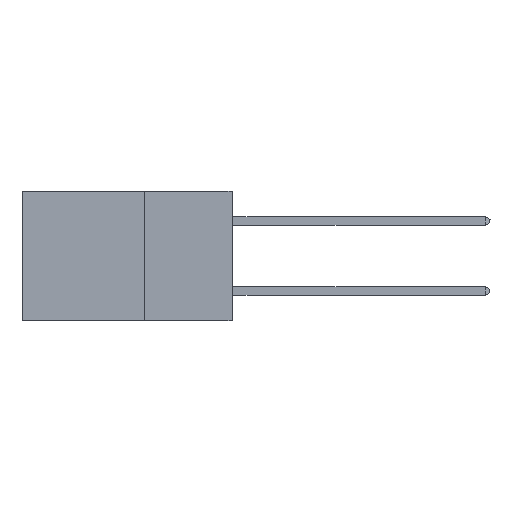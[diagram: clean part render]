
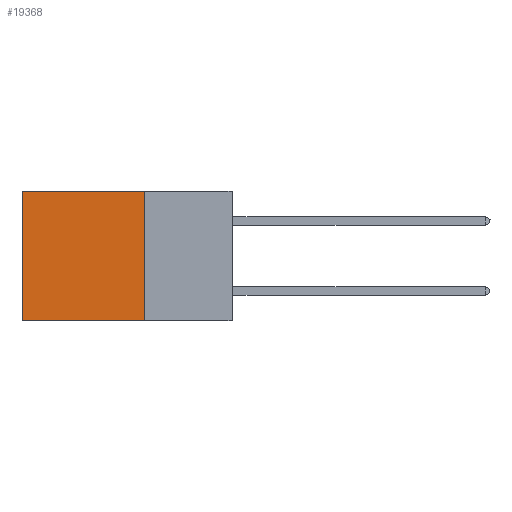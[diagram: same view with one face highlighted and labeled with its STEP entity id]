
A CAD part, left-side view. The second image highlights one B-rep face of the part: STEP entity #19368.
In plain terms, the highlighted planar face has unit normal (-1, 0, 0).
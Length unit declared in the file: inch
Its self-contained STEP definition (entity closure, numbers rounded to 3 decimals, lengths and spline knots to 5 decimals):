
#214 = ORIENTED_EDGE ( 'NONE', *, *, #11624, .T. ) ;
#925 = LINE ( 'NONE', #23252, #6143 ) ;
#1604 = VERTEX_POINT ( 'NONE', #18844 ) ;
#3109 = VECTOR ( 'NONE', #7465, 39.37008 ) ;
#3253 = PLANE ( 'NONE',  #8795 ) ;
#3376 = DIRECTION ( 'NONE',  ( 1., 0., 0. ) ) ;
#3995 = CARTESIAN_POINT ( 'NONE',  ( 0.2875, 0.25, 0. ) ) ;
#5064 = EDGE_CURVE ( 'NONE', #16045, #22252, #15988, .T. ) ;
#5083 = CARTESIAN_POINT ( 'NONE',  ( 0.2875, 0.25, 0. ) ) ;
#5206 = FACE_OUTER_BOUND ( 'NONE', #10080, .T. ) ;
#6143 = VECTOR ( 'NONE', #6534, 39.37008 ) ;
#6534 = DIRECTION ( 'NONE',  ( 0., 1., 0. ) ) ;
#7465 = DIRECTION ( 'NONE',  ( 0., 1., 0. ) ) ;
#7593 = CARTESIAN_POINT ( 'NONE',  ( 0.2875, 0.25, 0. ) ) ;
#8670 = CARTESIAN_POINT ( 'NONE',  ( 0.2875, 0.6, 0. ) ) ;
#8795 = AXIS2_PLACEMENT_3D ( 'NONE', #5083, #3376, #18151 ) ;
#8915 = DIRECTION ( 'NONE',  ( 0., 0., -1. ) ) ;
#9634 = ORIENTED_EDGE ( 'NONE', *, *, #5064, .T. ) ;
#10080 = EDGE_LOOP ( 'NONE', ( #9634, #10831, #24087, #214 ) ) ;
#10831 = ORIENTED_EDGE ( 'NONE', *, *, #22780, .F. ) ;
#11331 = DIRECTION ( 'NONE',  ( 0., 0., -1. ) ) ;
#11573 = LINE ( 'NONE', #3995, #14956 ) ;
#11624 = EDGE_CURVE ( 'NONE', #18024, #16045, #14795, .T. ) ;
#11802 = CARTESIAN_POINT ( 'NONE',  ( 0.2875, 0.25, 0. ) ) ;
#14795 = LINE ( 'NONE', #7593, #3109 ) ;
#14956 = VECTOR ( 'NONE', #11331, 39.37008 ) ;
#15988 = LINE ( 'NONE', #8670, #22588 ) ;
#16045 = VERTEX_POINT ( 'NONE', #20018 ) ;
#17971 = EDGE_CURVE ( 'NONE', #18024, #1604, #11573, .T. ) ;
#18024 = VERTEX_POINT ( 'NONE', #11802 ) ;
#18151 = DIRECTION ( 'NONE',  ( 0., 0., -1. ) ) ;
#18844 = CARTESIAN_POINT ( 'NONE',  ( 0.2875, 0.25, -0.37 ) ) ;
#19368 = ADVANCED_FACE ( 'NONE', ( #5206 ), #3253, .F. ) ;
#20018 = CARTESIAN_POINT ( 'NONE',  ( 0.2875, 0.6, 0. ) ) ;
#22252 = VERTEX_POINT ( 'NONE', #23286 ) ;
#22588 = VECTOR ( 'NONE', #8915, 39.37008 ) ;
#22780 = EDGE_CURVE ( 'NONE', #1604, #22252, #925, .T. ) ;
#23252 = CARTESIAN_POINT ( 'NONE',  ( 0.2875, 0.25, -0.37 ) ) ;
#23286 = CARTESIAN_POINT ( 'NONE',  ( 0.2875, 0.6, -0.37 ) ) ;
#24087 = ORIENTED_EDGE ( 'NONE', *, *, #17971, .F. ) ;
